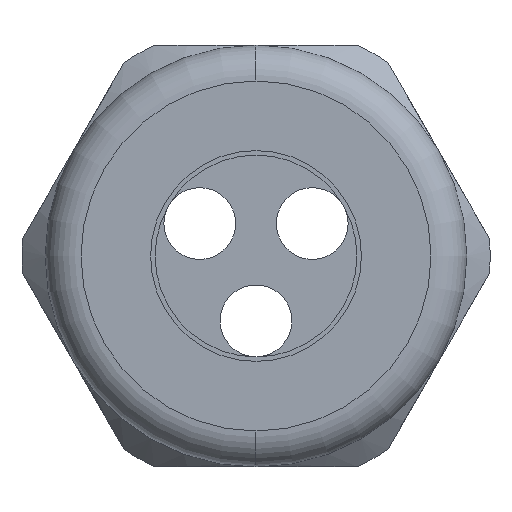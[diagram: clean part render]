
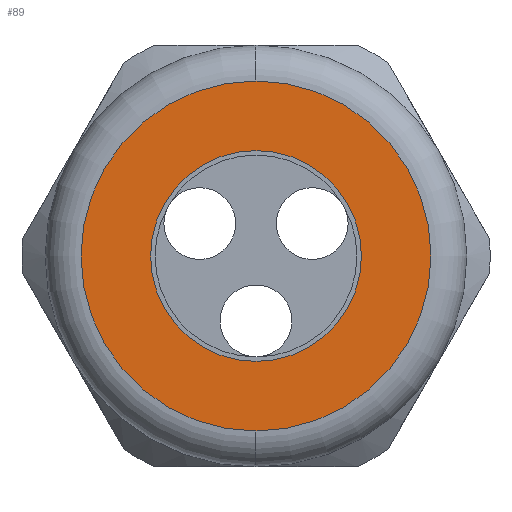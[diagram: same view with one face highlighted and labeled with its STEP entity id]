
A CAD part, left-side view. The second image highlights one B-rep face of the part: STEP entity #89.
In plain terms, the highlighted planar face has unit normal (-1, 0, 0).
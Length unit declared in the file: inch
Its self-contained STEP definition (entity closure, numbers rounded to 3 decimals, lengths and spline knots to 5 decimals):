
#86 = EDGE_CURVE ( 'NONE', #1430, #1429, #1924, .T. ) ;
#89 = ADVANCED_FACE ( 'NONE', ( #1914, #1913 ), #1912, .T. ) ;
#90 = EDGE_LOOP ( 'NONE', ( #91, #92 ) ) ;
#91 = ORIENTED_EDGE ( 'NONE', *, *, #1369, .T. ) ;
#92 = ORIENTED_EDGE ( 'NONE', *, *, #93, .T. ) ;
#93 = EDGE_CURVE ( 'NONE', #1367, #1370, #1907, .T. ) ;
#94 = EDGE_LOOP ( 'NONE', ( #145, #146 ) ) ;
#145 = ORIENTED_EDGE ( 'NONE', *, *, #86, .T. ) ;
#146 = ORIENTED_EDGE ( 'NONE', *, *, #1428, .T. ) ;
#1367 = VERTEX_POINT ( 'NONE', #4123 ) ;
#1369 = EDGE_CURVE ( 'NONE', #1370, #1367, #4122, .T. ) ;
#1370 = VERTEX_POINT ( 'NONE', #4117 ) ;
#1428 = EDGE_CURVE ( 'NONE', #1429, #1430, #4284, .T. ) ;
#1429 = VERTEX_POINT ( 'NONE', #4280 ) ;
#1430 = VERTEX_POINT ( 'NONE', #4279 ) ;
#1903 = DIRECTION ( 'NONE',  ( 0., 0., 1. ) ) ;
#1904 = DIRECTION ( 'NONE',  ( -1., 0., 0. ) ) ;
#1905 = CARTESIAN_POINT ( 'NONE',  ( -1.41, 0., 0. ) ) ;
#1906 = AXIS2_PLACEMENT_3D ( 'NONE', #1905, #1904, #1903 ) ;
#1907 = CIRCLE ( 'NONE', #1906, 0.39 ) ;
#1908 = DIRECTION ( 'NONE',  ( 0., 0., 1. ) ) ;
#1909 = DIRECTION ( 'NONE',  ( -1., 0., 0. ) ) ;
#1910 = CARTESIAN_POINT ( 'NONE',  ( -1.41, 0.47, 0. ) ) ;
#1911 = AXIS2_PLACEMENT_3D ( 'NONE', #1910, #1909, #1908 ) ;
#1912 = PLANE ( 'NONE',  #1911 ) ;
#1913 = FACE_BOUND ( 'NONE', #94, .T. ) ;
#1914 = FACE_OUTER_BOUND ( 'NONE', #90, .T. ) ;
#1915 = DIRECTION ( 'NONE',  ( 0., 0., -1. ) ) ;
#1916 = DIRECTION ( 'NONE',  ( 1., 0., 0. ) ) ;
#1917 = CARTESIAN_POINT ( 'NONE',  ( -1.41, 0., 0. ) ) ;
#1918 = AXIS2_PLACEMENT_3D ( 'NONE', #1917, #1916, #1915 ) ;
#1924 = CIRCLE ( 'NONE', #1918, 0.235 ) ;
#4117 = CARTESIAN_POINT ( 'NONE',  ( -1.41, 0., 0.39 ) ) ;
#4118 = DIRECTION ( 'NONE',  ( 0., 0., 1. ) ) ;
#4119 = DIRECTION ( 'NONE',  ( -1., 0., 0. ) ) ;
#4120 = CARTESIAN_POINT ( 'NONE',  ( -1.41, 0., 0. ) ) ;
#4121 = AXIS2_PLACEMENT_3D ( 'NONE', #4120, #4119, #4118 ) ;
#4122 = CIRCLE ( 'NONE', #4121, 0.39 ) ;
#4123 = CARTESIAN_POINT ( 'NONE',  ( -1.41, 0., -0.39 ) ) ;
#4279 = CARTESIAN_POINT ( 'NONE',  ( -1.41, 0., -0.235 ) ) ;
#4280 = CARTESIAN_POINT ( 'NONE',  ( -1.41, 0., 0.235 ) ) ;
#4281 = DIRECTION ( 'NONE',  ( 0., 0., -1. ) ) ;
#4282 = DIRECTION ( 'NONE',  ( 1., 0., 0. ) ) ;
#4283 = AXIS2_PLACEMENT_3D ( 'NONE', #4290, #4282, #4281 ) ;
#4284 = CIRCLE ( 'NONE', #4283, 0.235 ) ;
#4290 = CARTESIAN_POINT ( 'NONE',  ( -1.41, 0., 0. ) ) ;
